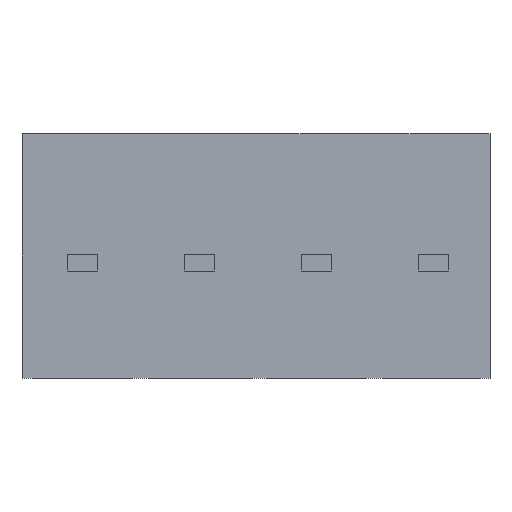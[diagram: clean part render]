
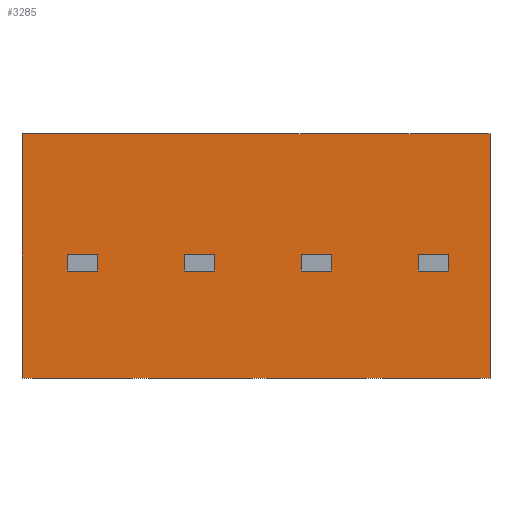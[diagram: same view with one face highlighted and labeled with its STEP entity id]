
A CAD part, front view. The second image highlights one B-rep face of the part: STEP entity #3285.
In plain terms, the highlighted planar face has unit normal (0, -1, 0).
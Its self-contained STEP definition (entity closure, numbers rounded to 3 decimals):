
#84=DIRECTION('',(0.,0.,-1.));
#85=VECTOR('',#84,7.3);
#86=CARTESIAN_POINT('',(-7.,-4.25,0.));
#87=LINE('',#86,#85);
#160=DIRECTION('',(1.,0.,0.));
#161=VECTOR('',#160,14.);
#162=CARTESIAN_POINT('',(-7.,-4.25,-7.3));
#163=LINE('',#162,#161);
#282=DIRECTION('',(1.,0.,0.));
#283=VECTOR('',#282,14.);
#284=CARTESIAN_POINT('',(-7.,-4.25,0.));
#285=LINE('',#284,#283);
#286=DIRECTION('',(0.,0.,1.));
#287=VECTOR('',#286,0.5);
#288=CARTESIAN_POINT('',(-4.75,-4.25,-4.1));
#289=LINE('',#288,#287);
#290=DIRECTION('',(-1.,0.,0.));
#291=VECTOR('',#290,0.9);
#292=CARTESIAN_POINT('',(-4.75,-4.25,-3.6));
#293=LINE('',#292,#291);
#294=DIRECTION('',(0.,0.,1.));
#295=VECTOR('',#294,0.5);
#296=CARTESIAN_POINT('',(-5.65,-4.25,-4.1));
#297=LINE('',#296,#295);
#298=DIRECTION('',(-1.,0.,0.));
#299=VECTOR('',#298,0.9);
#300=CARTESIAN_POINT('',(-4.75,-4.25,-4.1));
#301=LINE('',#300,#299);
#302=DIRECTION('',(0.,0.,1.));
#303=VECTOR('',#302,0.5);
#304=CARTESIAN_POINT('',(-1.25,-4.25,-4.1));
#305=LINE('',#304,#303);
#306=DIRECTION('',(-1.,0.,0.));
#307=VECTOR('',#306,0.9);
#308=CARTESIAN_POINT('',(-1.25,-4.25,-3.6));
#309=LINE('',#308,#307);
#310=DIRECTION('',(0.,0.,1.));
#311=VECTOR('',#310,0.5);
#312=CARTESIAN_POINT('',(-2.15,-4.25,-4.1));
#313=LINE('',#312,#311);
#314=DIRECTION('',(-1.,0.,0.));
#315=VECTOR('',#314,0.9);
#316=CARTESIAN_POINT('',(-1.25,-4.25,-4.1));
#317=LINE('',#316,#315);
#318=DIRECTION('',(0.,0.,1.));
#319=VECTOR('',#318,0.5);
#320=CARTESIAN_POINT('',(2.25,-4.25,-4.1));
#321=LINE('',#320,#319);
#322=DIRECTION('',(-1.,0.,0.));
#323=VECTOR('',#322,0.9);
#324=CARTESIAN_POINT('',(2.25,-4.25,-3.6));
#325=LINE('',#324,#323);
#326=DIRECTION('',(0.,0.,1.));
#327=VECTOR('',#326,0.5);
#328=CARTESIAN_POINT('',(1.35,-4.25,-4.1));
#329=LINE('',#328,#327);
#330=DIRECTION('',(-1.,0.,0.));
#331=VECTOR('',#330,0.9);
#332=CARTESIAN_POINT('',(2.25,-4.25,-4.1));
#333=LINE('',#332,#331);
#334=DIRECTION('',(0.,0.,1.));
#335=VECTOR('',#334,0.5);
#336=CARTESIAN_POINT('',(5.75,-4.25,-4.1));
#337=LINE('',#336,#335);
#338=DIRECTION('',(-1.,0.,0.));
#339=VECTOR('',#338,0.9);
#340=CARTESIAN_POINT('',(5.75,-4.25,-3.6));
#341=LINE('',#340,#339);
#342=DIRECTION('',(0.,0.,1.));
#343=VECTOR('',#342,0.5);
#344=CARTESIAN_POINT('',(4.85,-4.25,-4.1));
#345=LINE('',#344,#343);
#346=DIRECTION('',(-1.,0.,0.));
#347=VECTOR('',#346,0.9);
#348=CARTESIAN_POINT('',(5.75,-4.25,-4.1));
#349=LINE('',#348,#347);
#702=DIRECTION('',(0.,0.,-1.));
#703=VECTOR('',#702,7.3);
#704=CARTESIAN_POINT('',(7.,-4.25,0.));
#705=LINE('',#704,#703);
#2427=CARTESIAN_POINT('',(-7.,-4.25,0.));
#2428=VERTEX_POINT('',#2427);
#2429=CARTESIAN_POINT('',(-7.,-4.25,-7.3));
#2430=VERTEX_POINT('',#2429);
#2443=CARTESIAN_POINT('',(7.,-4.25,0.));
#2444=VERTEX_POINT('',#2443);
#2445=CARTESIAN_POINT('',(7.,-4.25,-7.3));
#2446=VERTEX_POINT('',#2445);
#2793=CARTESIAN_POINT('',(-4.75,-4.25,-4.1));
#2794=CARTESIAN_POINT('',(-4.75,-4.25,-3.6));
#2795=VERTEX_POINT('',#2793);
#2796=VERTEX_POINT('',#2794);
#2797=CARTESIAN_POINT('',(-5.65,-4.25,-4.1));
#2798=CARTESIAN_POINT('',(-5.65,-4.25,-3.6));
#2799=VERTEX_POINT('',#2797);
#2800=VERTEX_POINT('',#2798);
#2801=CARTESIAN_POINT('',(-1.25,-4.25,-4.1));
#2802=CARTESIAN_POINT('',(-1.25,-4.25,-3.6));
#2803=VERTEX_POINT('',#2801);
#2804=VERTEX_POINT('',#2802);
#2805=CARTESIAN_POINT('',(-2.15,-4.25,-4.1));
#2806=CARTESIAN_POINT('',(-2.15,-4.25,-3.6));
#2807=VERTEX_POINT('',#2805);
#2808=VERTEX_POINT('',#2806);
#2817=CARTESIAN_POINT('',(2.25,-4.25,-4.1));
#2818=CARTESIAN_POINT('',(2.25,-4.25,-3.6));
#2819=VERTEX_POINT('',#2817);
#2820=VERTEX_POINT('',#2818);
#2821=CARTESIAN_POINT('',(1.35,-4.25,-4.1));
#2822=CARTESIAN_POINT('',(1.35,-4.25,-3.6));
#2823=VERTEX_POINT('',#2821);
#2824=VERTEX_POINT('',#2822);
#3003=CARTESIAN_POINT('',(5.75,-4.25,-4.1));
#3004=CARTESIAN_POINT('',(5.75,-4.25,-3.6));
#3005=VERTEX_POINT('',#3003);
#3006=VERTEX_POINT('',#3004);
#3007=CARTESIAN_POINT('',(4.85,-4.25,-4.1));
#3008=CARTESIAN_POINT('',(4.85,-4.25,-3.6));
#3009=VERTEX_POINT('',#3007);
#3010=VERTEX_POINT('',#3008);
#3232=CARTESIAN_POINT('',(-7.,-4.25,0.));
#3233=DIRECTION('',(0.,-1.,0.));
#3234=DIRECTION('',(0.,0.,-1.));
#3235=AXIS2_PLACEMENT_3D('',#3232,#3233,#3234);
#3236=PLANE('',#3235);
#3237=ORIENTED_EDGE('',*,*,#3058,.F.);
#3239=ORIENTED_EDGE('',*,*,#3238,.T.);
#3241=ORIENTED_EDGE('',*,*,#3240,.T.);
#3242=ORIENTED_EDGE('',*,*,#3158,.F.);
#3243=EDGE_LOOP('',(#3237,#3239,#3241,#3242));
#3244=FACE_OUTER_BOUND('',#3243,.F.);
#3246=ORIENTED_EDGE('',*,*,#3245,.T.);
#3248=ORIENTED_EDGE('',*,*,#3247,.T.);
#3250=ORIENTED_EDGE('',*,*,#3249,.F.);
#3252=ORIENTED_EDGE('',*,*,#3251,.F.);
#3253=EDGE_LOOP('',(#3246,#3248,#3250,#3252));
#3254=FACE_BOUND('',#3253,.F.);
#3256=ORIENTED_EDGE('',*,*,#3255,.T.);
#3258=ORIENTED_EDGE('',*,*,#3257,.T.);
#3260=ORIENTED_EDGE('',*,*,#3259,.F.);
#3262=ORIENTED_EDGE('',*,*,#3261,.F.);
#3263=EDGE_LOOP('',(#3256,#3258,#3260,#3262));
#3264=FACE_BOUND('',#3263,.F.);
#3266=ORIENTED_EDGE('',*,*,#3265,.T.);
#3268=ORIENTED_EDGE('',*,*,#3267,.T.);
#3270=ORIENTED_EDGE('',*,*,#3269,.F.);
#3272=ORIENTED_EDGE('',*,*,#3271,.F.);
#3273=EDGE_LOOP('',(#3266,#3268,#3270,#3272));
#3274=FACE_BOUND('',#3273,.F.);
#3276=ORIENTED_EDGE('',*,*,#3275,.T.);
#3278=ORIENTED_EDGE('',*,*,#3277,.T.);
#3280=ORIENTED_EDGE('',*,*,#3279,.F.);
#3282=ORIENTED_EDGE('',*,*,#3281,.F.);
#3283=EDGE_LOOP('',(#3276,#3278,#3280,#3282));
#3284=FACE_BOUND('',#3283,.F.);
#3285=ADVANCED_FACE('',(#3244,#3254,#3264,#3274,#3284),#3236,.T.);
#3058=EDGE_CURVE('',#2428,#2430,#87,.T.);
#3158=EDGE_CURVE('',#2430,#2446,#163,.T.);
#3238=EDGE_CURVE('',#2428,#2444,#285,.T.);
#3240=EDGE_CURVE('',#2444,#2446,#705,.T.);
#3245=EDGE_CURVE('',#2795,#2796,#289,.T.);
#3247=EDGE_CURVE('',#2796,#2800,#293,.T.);
#3249=EDGE_CURVE('',#2799,#2800,#297,.T.);
#3251=EDGE_CURVE('',#2795,#2799,#301,.T.);
#3255=EDGE_CURVE('',#2803,#2804,#305,.T.);
#3257=EDGE_CURVE('',#2804,#2808,#309,.T.);
#3259=EDGE_CURVE('',#2807,#2808,#313,.T.);
#3261=EDGE_CURVE('',#2803,#2807,#317,.T.);
#3265=EDGE_CURVE('',#2819,#2820,#321,.T.);
#3267=EDGE_CURVE('',#2820,#2824,#325,.T.);
#3269=EDGE_CURVE('',#2823,#2824,#329,.T.);
#3271=EDGE_CURVE('',#2819,#2823,#333,.T.);
#3275=EDGE_CURVE('',#3005,#3006,#337,.T.);
#3277=EDGE_CURVE('',#3006,#3010,#341,.T.);
#3279=EDGE_CURVE('',#3009,#3010,#345,.T.);
#3281=EDGE_CURVE('',#3005,#3009,#349,.T.);
